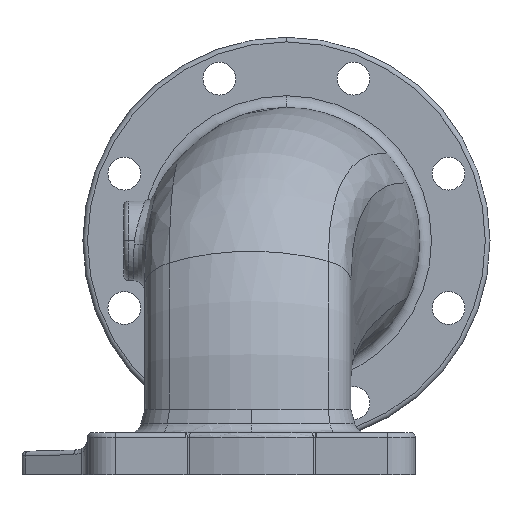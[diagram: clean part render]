
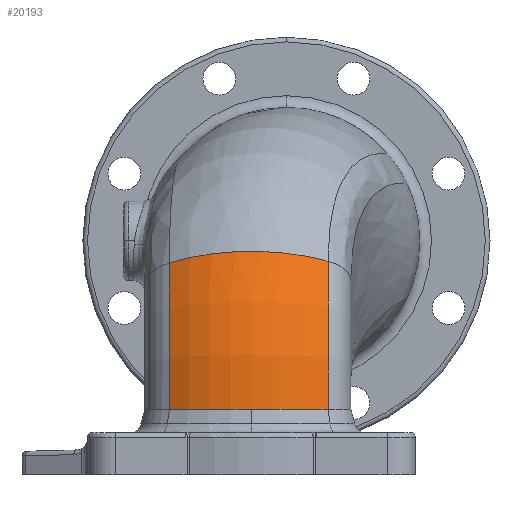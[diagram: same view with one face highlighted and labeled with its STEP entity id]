
A CAD part, left-side view. The second image highlights one B-rep face of the part: STEP entity #20193.
In plain terms, the highlighted toroidal (fillet/blend) face has major radius 68 mm and minor radius 67 mm.
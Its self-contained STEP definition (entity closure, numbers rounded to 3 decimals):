
#27 = CARTESIAN_POINT ( 'NONE',  ( 0., 0., -57. ) ) ;
#62 = DIRECTION ( 'NONE',  ( 0., 0., 1. ) ) ;
#63 = DIRECTION ( 'NONE',  ( 1., 0., 0. ) ) ;
#536 = CARTESIAN_POINT ( 'NONE',  ( 68., 34.989, -57. ) ) ;
#565 = DIRECTION ( 'NONE',  ( 0., -1., 0. ) ) ;
#566 = DIRECTION ( 'NONE',  ( 1., 0., 0. ) ) ;
#567 = CARTESIAN_POINT ( 'NONE',  ( 68., -32.802, -57. ) ) ;
#570 = CARTESIAN_POINT ( 'NONE',  ( -40.373, 34.989, 5.569 ) ) ;
#574 = CARTESIAN_POINT ( 'NONE',  ( -41.651, 32.58, 6.307 ) ) ;
#575 = CARTESIAN_POINT ( 'NONE',  ( -42.818, 30.035, 6.981 ) ) ;
#576 = CARTESIAN_POINT ( 'NONE',  ( -44.364, 26.047, 7.873 ) ) ;
#577 = CARTESIAN_POINT ( 'NONE',  ( -44.845, 24.689, 8.151 ) ) ;
#578 = CARTESIAN_POINT ( 'NONE',  ( -45.733, 21.925, 8.664 ) ) ;
#579 = CARTESIAN_POINT ( 'NONE',  ( -46.141, 20.518, 8.899 ) ) ;
#580 = CARTESIAN_POINT ( 'NONE',  ( -46.876, 17.663, 9.324 ) ) ;
#581 = CARTESIAN_POINT ( 'NONE',  ( -47.203, 16.215, 9.513 ) ) ;
#582 = CARTESIAN_POINT ( 'NONE',  ( -47.776, 13.286, 9.843 ) ) ;
#583 = CARTESIAN_POINT ( 'NONE',  ( -48.021, 11.805, 9.985 ) ) ;
#584 = CARTESIAN_POINT ( 'NONE',  ( -48.423, 8.822, 10.217 ) ) ;
#585 = CARTESIAN_POINT ( 'NONE',  ( -48.581, 7.318, 10.308 ) ) ;
#586 = CARTESIAN_POINT ( 'NONE',  ( -48.809, 4.3, 10.439 ) ) ;
#587 = CARTESIAN_POINT ( 'NONE',  ( -48.878, 2.784, 10.48 ) ) ;
#588 = CARTESIAN_POINT ( 'NONE',  ( -48.928, -0.249, 10.508 ) ) ;
#589 = CARTESIAN_POINT ( 'NONE',  ( -48.908, -1.766, 10.497 ) ) ;
#590 = CARTESIAN_POINT ( 'NONE',  ( -48.779, -4.793, 10.423 ) ) ;
#591 = CARTESIAN_POINT ( 'NONE',  ( -48.671, -6.302, 10.36 ) ) ;
#592 = CARTESIAN_POINT ( 'NONE',  ( -48.366, -9.301, 10.184 ) ) ;
#593 = CARTESIAN_POINT ( 'NONE',  ( -48.17, -10.791, 10.071 ) ) ;
#594 = CARTESIAN_POINT ( 'NONE',  ( -47.694, -13.743, 9.796 ) ) ;
#595 = CARTESIAN_POINT ( 'NONE',  ( -47.414, -15.204, 9.634 ) ) ;
#596 = CARTESIAN_POINT ( 'NONE',  ( -46.773, -18.09, 9.264 ) ) ;
#597 = CARTESIAN_POINT ( 'NONE',  ( -46.413, -19.513, 9.056 ) ) ;
#598 = CARTESIAN_POINT ( 'NONE',  ( -45.615, -22.315, 8.596 ) ) ;
#599 = CARTESIAN_POINT ( 'NONE',  ( -45.179, -23.692, 8.344 ) ) ;
#600 = CARTESIAN_POINT ( 'NONE',  ( -43.765, -27.745, 7.528 ) ) ;
#601 = CARTESIAN_POINT ( 'NONE',  ( -42.682, -30.339, 6.902 ) ) ;
#602 = CARTESIAN_POINT ( 'NONE',  ( -41.484, -32.802, 6.211 ) ) ;
#603 = DIRECTION ( 'NONE',  ( 0., -1., 0. ) ) ;
#604 = DIRECTION ( 'NONE',  ( 1., 0., 0. ) ) ;
#605 = CARTESIAN_POINT ( 'NONE',  ( 0., 0., -57. ) ) ;
#607 = DIRECTION ( 'NONE',  ( 0., 0., 1. ) ) ;
#608 = DIRECTION ( 'NONE',  ( 1., 0., 0. ) ) ;
#7090 = CARTESIAN_POINT ( 'NONE',  ( -58.421, -32.802, -57. ) ) ;
#7096 = CARTESIAN_POINT ( 'NONE',  ( -67., 0., -57. ) ) ;
#7211 = AXIS2_PLACEMENT_3D ( 'NONE', #12268, #12192, #12270 ) ;
#7395 = CARTESIAN_POINT ( 'NONE',  ( -40.373, 34.989, 5.569 ) ) ;
#7398 = CARTESIAN_POINT ( 'NONE',  ( -57.138, 34.989, -57. ) ) ;
#7406 = CARTESIAN_POINT ( 'NONE',  ( -41.484, -32.802, 6.211 ) ) ;
#8922 = EDGE_CURVE ( 'NONE', #15723, #15721, #15284, .T. ) ;
#9074 = EDGE_CURVE ( 'NONE', #15841, #15842, #15091, .T. ) ;
#9077 = EDGE_CURVE ( 'NONE', #15841, #15845, #15635, .T. ) ;
#9078 = EDGE_CURVE ( 'NONE', #15845, #15721, #15088, .T. ) ;
#9079 = EDGE_CURVE ( 'NONE', #15842, #15723, #15086, .T. ) ;
#9521 = AXIS2_PLACEMENT_3D ( 'NONE', #27, #62, #63 ) ;
#9578 = AXIS2_PLACEMENT_3D ( 'NONE', #605, #607, #608 ) ;
#9579 = AXIS2_PLACEMENT_3D ( 'NONE', #536, #565, #566 ) ;
#9582 = AXIS2_PLACEMENT_3D ( 'NONE', #567, #603, #604 ) ;
#12192 = DIRECTION ( 'NONE',  ( 0., -1., 0. ) ) ;
#12268 = CARTESIAN_POINT ( 'NONE',  ( 68., 0., -57. ) ) ;
#12270 = DIRECTION ( 'NONE',  ( 1., 0., 0. ) ) ;
#14532 = TOROIDAL_SURFACE ( 'NONE', #7211, 68., 67. ) ;
#14538 = FACE_OUTER_BOUND ( 'NONE', #17603, .T. ) ;
#15086 = CIRCLE ( 'NONE', #9578, 67. ) ;
#15088 = CIRCLE ( 'NONE', #9582, 126.421 ) ;
#15091 = CIRCLE ( 'NONE', #9579, 125.138 ) ;
#15284 = CIRCLE ( 'NONE', #9521, 67. ) ;
#15427 = ORIENTED_EDGE ( 'NONE', *, *, #9079, .T. ) ;
#15428 = ORIENTED_EDGE ( 'NONE', *, *, #8922, .T. ) ;
#15635 = B_SPLINE_CURVE_WITH_KNOTS ( 'NONE', 3,
 ( #570, #574, #575, #576, #577, #578, #579, #580, #581, #582, #583, #584, #585, #586, #587, #588, #589, #590, #591, #592, #593, #594, #595, #596, #597, #598, #599, #600, #601, #602 ),
 .UNSPECIFIED., .F., .F.,
 ( 4, 2, 2, 2, 2, 2, 2, 2, 2, 2, 2, 2, 2, 2, 4 ),
 ( 0., 0.125, 0.188, 0.25, 0.313, 0.375, 0.438, 0.5, 0.563, 0.625, 0.687, 0.75, 0.812, 0.875, 1. ),
 .UNSPECIFIED. ) ;
#15721 = VERTEX_POINT ( 'NONE', #7090 ) ;
#15723 = VERTEX_POINT ( 'NONE', #7096 ) ;
#15841 = VERTEX_POINT ( 'NONE', #7395 ) ;
#15842 = VERTEX_POINT ( 'NONE', #7398 ) ;
#15845 = VERTEX_POINT ( 'NONE', #7406 ) ;
#16900 = ORIENTED_EDGE ( 'NONE', *, *, #9074, .T. ) ;
#16908 = ORIENTED_EDGE ( 'NONE', *, *, #9078, .F. ) ;
#16909 = ORIENTED_EDGE ( 'NONE', *, *, #9077, .F. ) ;
#17603 = EDGE_LOOP ( 'NONE', ( #16908, #16909, #16900, #15427, #15428 ) ) ;
#20193 = ADVANCED_FACE ( 'NONE', ( #14538 ), #14532, .T. ) ;
